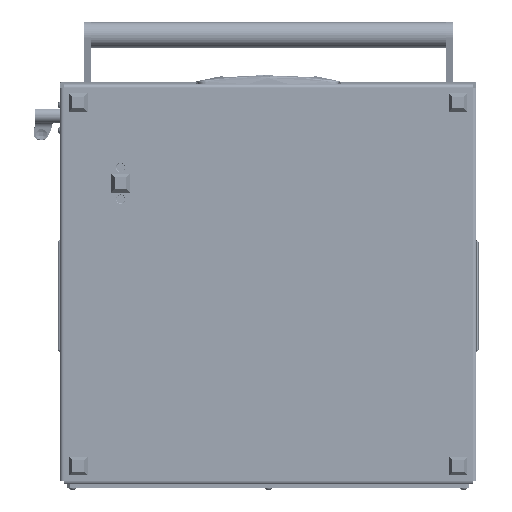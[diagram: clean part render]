
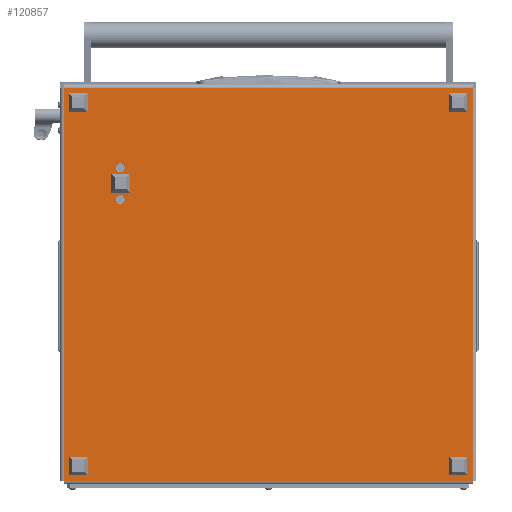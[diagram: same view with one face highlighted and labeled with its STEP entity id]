
A CAD part, front view. The second image highlights one B-rep face of the part: STEP entity #120857.
In plain terms, the highlighted face is planar.
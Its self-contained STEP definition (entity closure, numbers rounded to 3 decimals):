
#1685 = DIRECTION ( 'NONE',  ( 0., 0., -1. ) ) ;
#5017 = CARTESIAN_POINT ( 'NONE',  ( 90., 389., 0. ) ) ;
#5505 = DIRECTION ( 'NONE',  ( -1., 0., 0. ) ) ;
#9699 = DIRECTION ( 'NONE',  ( 0., 0., -1. ) ) ;
#9839 = AXIS2_PLACEMENT_3D ( 'NONE', #131036, #75441, #133194 ) ;
#14392 = ORIENTED_EDGE ( 'NONE', *, *, #115130, .T. ) ;
#14829 = FACE_OUTER_BOUND ( 'NONE', #141676, .T. ) ;
#16430 = CARTESIAN_POINT ( 'NONE',  ( 130.2, 389., 0. ) ) ;
#17200 = AXIS2_PLACEMENT_3D ( 'NONE', #65286, #9699, #79862 ) ;
#18653 = CARTESIAN_POINT ( 'NONE',  ( 0., 452., 0. ) ) ;
#23447 = DIRECTION ( 'NONE',  ( 0., -1., 0. ) ) ;
#23932 = VECTOR ( 'NONE', #28756, 1000. ) ;
#24363 = FACE_BOUND ( 'NONE', #89247, .T. ) ;
#27188 = ORIENTED_EDGE ( 'NONE', *, *, #97680, .F. ) ;
#27445 = LINE ( 'NONE', #18653, #89048 ) ;
#28756 = DIRECTION ( 'NONE',  ( -1., 0., 0. ) ) ;
#31973 = VERTEX_POINT ( 'NONE', #16430 ) ;
#32460 = DIRECTION ( 'NONE',  ( -1., 0., 0. ) ) ;
#34554 = PLANE ( 'NONE',  #77028 ) ;
#35870 = CIRCLE ( 'NONE', #17200, 5.2 ) ;
#37796 = EDGE_CURVE ( 'NONE', #39675, #142431, #141206, .T. ) ;
#39675 = VERTEX_POINT ( 'NONE', #42506 ) ;
#40208 = VERTEX_POINT ( 'NONE', #70651 ) ;
#42506 = CARTESIAN_POINT ( 'NONE',  ( 2., 0., 0. ) ) ;
#42665 = DIRECTION ( 'NONE',  ( 0., 0., -1. ) ) ;
#44110 = CARTESIAN_POINT ( 'NONE',  ( 125., 389., 0. ) ) ;
#47698 = FACE_BOUND ( 'NONE', #133849, .T. ) ;
#47990 = VERTEX_POINT ( 'NONE', #55567 ) ;
#49101 = CARTESIAN_POINT ( 'NONE',  ( 436., 0., 0. ) ) ;
#50232 = VERTEX_POINT ( 'NONE', #136294 ) ;
#51023 = DIRECTION ( 'NONE',  ( -1., 0., 0. ) ) ;
#52150 = EDGE_CURVE ( 'NONE', #31973, #50232, #35870, .T. ) ;
#53445 = VERTEX_POINT ( 'NONE', #49101 ) ;
#55567 = CARTESIAN_POINT ( 'NONE',  ( 84.8, 389., 0. ) ) ;
#59216 = LINE ( 'NONE', #102400, #106315 ) ;
#60009 = EDGE_CURVE ( 'NONE', #50232, #31973, #95728, .T. ) ;
#62378 = CARTESIAN_POINT ( 'NONE',  ( 436., 0., 0. ) ) ;
#63510 = EDGE_CURVE ( 'NONE', #47990, #40208, #133363, .T. ) ;
#63690 = ORIENTED_EDGE ( 'NONE', *, *, #63510, .F. ) ;
#65286 = CARTESIAN_POINT ( 'NONE',  ( 125., 389., 0. ) ) ;
#65694 = ORIENTED_EDGE ( 'NONE', *, *, #97052, .F. ) ;
#70377 = DIRECTION ( 'NONE',  ( -1., 0., 0. ) ) ;
#70651 = CARTESIAN_POINT ( 'NONE',  ( 95.2, 389., 0. ) ) ;
#72439 = AXIS2_PLACEMENT_3D ( 'NONE', #44110, #42665, #32460 ) ;
#75441 = DIRECTION ( 'NONE',  ( 0., 0., -1. ) ) ;
#76453 = VERTEX_POINT ( 'NONE', #83645 ) ;
#76589 = ORIENTED_EDGE ( 'NONE', *, *, #124024, .T. ) ;
#77028 = AXIS2_PLACEMENT_3D ( 'NONE', #126720, #1685, #70377 ) ;
#79862 = DIRECTION ( 'NONE',  ( -1., 0., 0. ) ) ;
#81871 = CARTESIAN_POINT ( 'NONE',  ( 2., 452., 0. ) ) ;
#83645 = CARTESIAN_POINT ( 'NONE',  ( 436., 452., 0. ) ) ;
#84227 = DIRECTION ( 'NONE',  ( 0., 1., 0. ) ) ;
#84347 = LINE ( 'NONE', #62378, #23932 ) ;
#89048 = VECTOR ( 'NONE', #5505, 1000. ) ;
#89247 = EDGE_LOOP ( 'NONE', ( #112921, #95786 ) ) ;
#95728 = CIRCLE ( 'NONE', #72439, 5.2 ) ;
#95786 = ORIENTED_EDGE ( 'NONE', *, *, #52150, .F. ) ;
#95979 = AXIS2_PLACEMENT_3D ( 'NONE', #5017, #105925, #51023 ) ;
#97052 = EDGE_CURVE ( 'NONE', #40208, #47990, #114919, .T. ) ;
#97680 = EDGE_CURVE ( 'NONE', #76453, #142431, #27445, .T. ) ;
#102400 = CARTESIAN_POINT ( 'NONE',  ( 436., 452., 0. ) ) ;
#105925 = DIRECTION ( 'NONE',  ( 0., 0., -1. ) ) ;
#106315 = VECTOR ( 'NONE', #23447, 1000. ) ;
#112921 = ORIENTED_EDGE ( 'NONE', *, *, #60009, .F. ) ;
#114919 = CIRCLE ( 'NONE', #9839, 5.2 ) ;
#115130 = EDGE_CURVE ( 'NONE', #76453, #53445, #59216, .T. ) ;
#116183 = ORIENTED_EDGE ( 'NONE', *, *, #37796, .T. ) ;
#118574 = CARTESIAN_POINT ( 'NONE',  ( 2., 0., 0. ) ) ;
#120857 = ADVANCED_FACE ( 'NONE', ( #47698, #24363, #14829 ), #34554, .T. ) ;
#124024 = EDGE_CURVE ( 'NONE', #53445, #39675, #84347, .T. ) ;
#126720 = CARTESIAN_POINT ( 'NONE',  ( 0., 452., 0. ) ) ;
#131036 = CARTESIAN_POINT ( 'NONE',  ( 90., 389., 0. ) ) ;
#133194 = DIRECTION ( 'NONE',  ( -1., 0., 0. ) ) ;
#133363 = CIRCLE ( 'NONE', #95979, 5.2 ) ;
#133849 = EDGE_LOOP ( 'NONE', ( #63690, #65694 ) ) ;
#136294 = CARTESIAN_POINT ( 'NONE',  ( 119.8, 389., 0. ) ) ;
#140430 = VECTOR ( 'NONE', #84227, 1000. ) ;
#141206 = LINE ( 'NONE', #118574, #140430 ) ;
#141676 = EDGE_LOOP ( 'NONE', ( #76589, #116183, #27188, #14392 ) ) ;
#142431 = VERTEX_POINT ( 'NONE', #81871 ) ;
